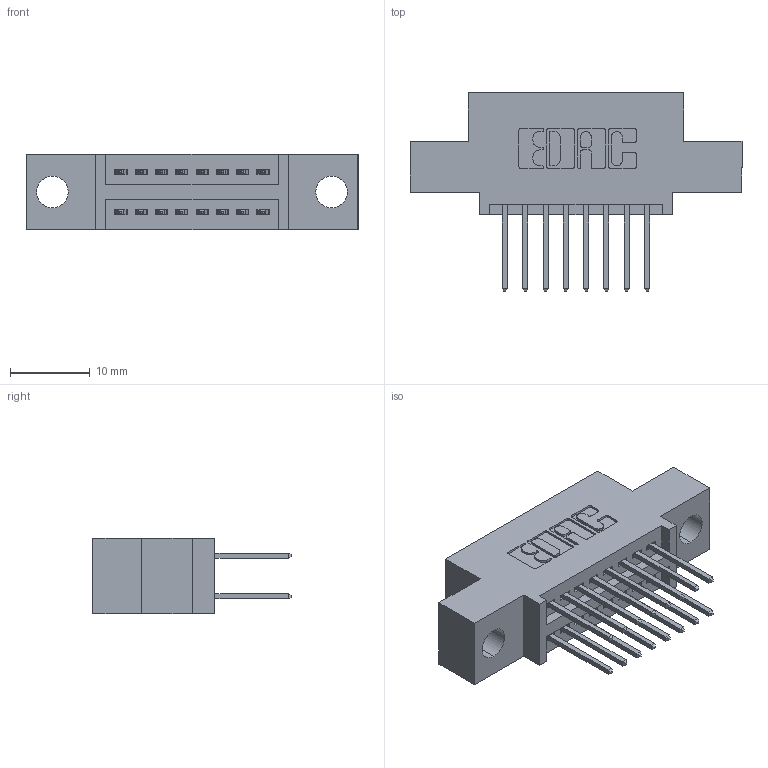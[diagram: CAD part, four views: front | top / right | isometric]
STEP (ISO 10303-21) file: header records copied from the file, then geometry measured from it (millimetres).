
FILE_DESCRIPTION (( 'STEP AP203' ), '1' );
FILE_NAME ('395-016-523-504.STEP', '2018-11-06T18:56:39', ( '' ), ( '' ), 'SwSTEP 2.0', 'SolidWorks 2016', '' );
FILE_SCHEMA (( 'CONFIG_CONTROL_DESIGN' ));
Length unit declared in the file: inch
Products named in the file (3): 395-016-523-504; 345-292-001_345-293-123; 345 Part_0.110 Offset - 0.156 Dia-TH
Assembly tree (17 placements, depth 2):
  395-016-523-504
    345 Part_0.110 Offset - 0.156 Dia-TH
    345-292-001_345-293-123  x16
Bounding box: 41.53 x 24.82 x 9.4 mm (x, y, z)
Volume: 3590.1 mm3; surface area: 4703.4 mm2
Topology: 17 solids, 17 shells, 930 faces, 2737 edges, 1802 vertices
Faces by surface type: plane 612, cylinder 318
Entity records: 11007 total; most frequent: CARTESIAN_POINT 1880, ORIENTED_EDGE 1814, DIRECTION 1699, EDGE_CURVE 907, VECTOR 743, LINE 743, VERTEX_POINT 602, AXIS2_PLACEMENT_3D 478
